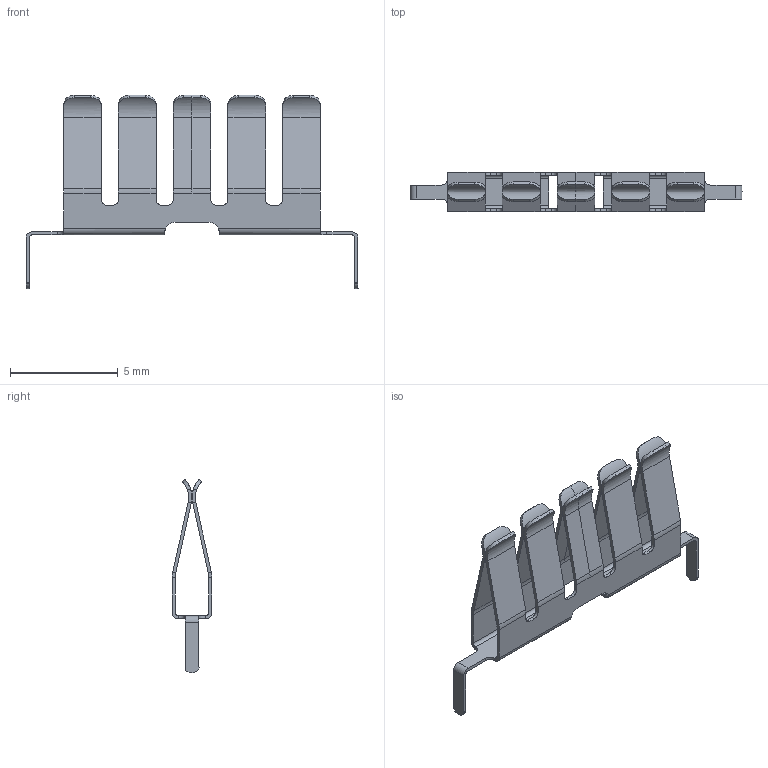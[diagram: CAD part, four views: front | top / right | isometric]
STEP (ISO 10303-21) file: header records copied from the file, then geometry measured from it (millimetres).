
FILE_DESCRIPTION(/* description */ (''),/* implementation_level */ '2;1');
FILE_NAME(/* name */ 'bbClips3 v11.step',/* time_stamp */ '2023-05-09T08:38:16-07:00',/* author */ (''),/* organization */ (''),/* preprocessor_version */ 'ST-DEVELOPER v19.2',/* originating_system */ 'Autodesk Translation Framework v12.4.0.73',/* authorisation */ '');
FILE_SCHEMA (('AUTOMOTIVE_DESIGN { 1 0 10303 214 3 1 1 }'));
Length unit declared in the file: millimetre
Products named in the file (3): bbClips3; Component1; Component2
Assembly tree (2 placements, depth 2):
  bbClips3
    Component1
    Component2
Bounding box: 15.4 x 1.85 x 8.97 mm (x, y, z)
Volume: 20.8 mm3; surface area: 300.4 mm2
Topology: 1 solids, 1 shells, 250 faces, 622 edges, 372 vertices
Faces by surface type: plane 134, cylinder 84, bspline 32
Entity records: 7979 total; most frequent: CARTESIAN_POINT 2358, ORIENTED_EDGE 1244, DIRECTION 998, EDGE_CURVE 622, LINE 384, VECTOR 384, VERTEX_POINT 372, AXIS2_PLACEMENT_3D 307
